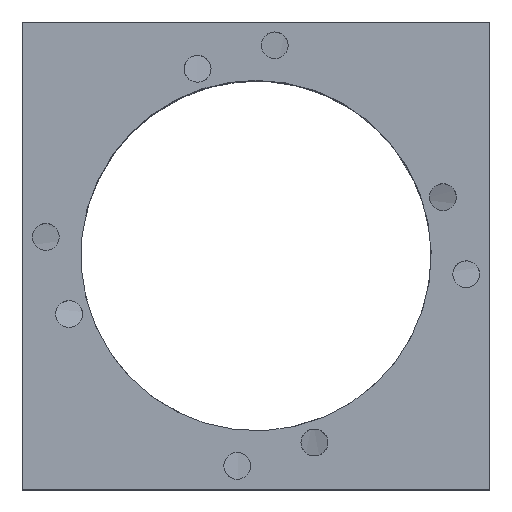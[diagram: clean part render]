
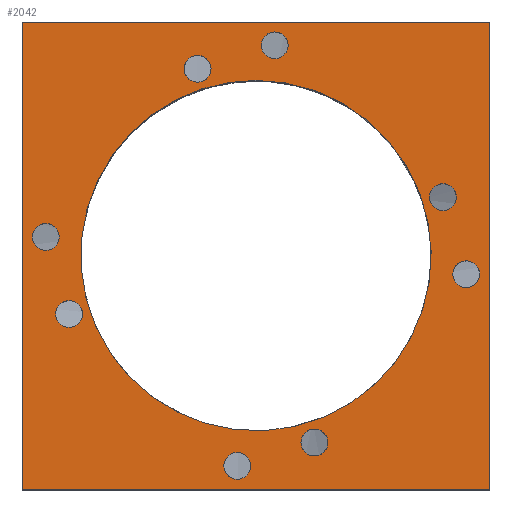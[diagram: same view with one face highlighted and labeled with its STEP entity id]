
A CAD part, top view. The second image highlights one B-rep face of the part: STEP entity #2042.
In plain terms, the highlighted planar face has unit normal (0, 0, 1).
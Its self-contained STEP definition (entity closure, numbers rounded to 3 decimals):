
#36=LINE('',#2973,#48);
#39=LINE('',#3065,#51);
#44=LINE('',#5126,#56);
#45=LINE('',#5127,#57);
#48=VECTOR('',#2383,40.);
#51=VECTOR('',#2446,40.);
#56=VECTOR('',#2707,40.);
#57=VECTOR('',#2708,40.);
#76=PLANE('',#2271);
#241=FACE_BOUND('',#785,.T.);
#242=FACE_BOUND('',#786,.T.);
#243=FACE_BOUND('',#787,.T.);
#244=FACE_BOUND('',#788,.T.);
#245=FACE_BOUND('',#789,.T.);
#246=FACE_BOUND('',#790,.T.);
#247=FACE_BOUND('',#791,.T.);
#248=FACE_BOUND('',#792,.T.);
#249=FACE_BOUND('',#793,.T.);
#401=CIRCLE('',#2247,15.);
#415=CIRCLE('',#2272,1.15);
#416=CIRCLE('',#2273,1.15);
#417=CIRCLE('',#2274,1.15);
#418=CIRCLE('',#2275,1.15);
#419=CIRCLE('',#2276,1.15);
#420=CIRCLE('',#2277,1.15);
#421=CIRCLE('',#2278,1.15);
#422=CIRCLE('',#2279,1.15);
#507=FACE_OUTER_BOUND('',#784,.T.);
#784=EDGE_LOOP('',(#1615,#1616,#1617,#1618));
#785=EDGE_LOOP('',(#1619));
#786=EDGE_LOOP('',(#1620));
#787=EDGE_LOOP('',(#1621));
#788=EDGE_LOOP('',(#1622));
#789=EDGE_LOOP('',(#1623));
#790=EDGE_LOOP('',(#1624));
#791=EDGE_LOOP('',(#1625));
#792=EDGE_LOOP('',(#1626));
#793=EDGE_LOOP('',(#1627));
#992=VERTEX_POINT('',#2970);
#993=VERTEX_POINT('',#2972);
#1017=VERTEX_POINT('',#3062);
#1018=VERTEX_POINT('',#3064);
#1123=VERTEX_POINT('',#4805);
#1145=VERTEX_POINT('',#5128);
#1146=VERTEX_POINT('',#5130);
#1147=VERTEX_POINT('',#5132);
#1148=VERTEX_POINT('',#5134);
#1149=VERTEX_POINT('',#5136);
#1150=VERTEX_POINT('',#5138);
#1151=VERTEX_POINT('',#5140);
#1152=VERTEX_POINT('',#5142);
#1182=EDGE_CURVE('',#993,#992,#36,.T.);
#1207=EDGE_CURVE('',#1018,#1017,#39,.T.);
#1317=EDGE_CURVE('',#1123,#1123,#401,.T.);
#1341=EDGE_CURVE('',#1017,#993,#44,.T.);
#1342=EDGE_CURVE('',#992,#1018,#45,.T.);
#1343=EDGE_CURVE('',#1145,#1145,#415,.T.);
#1344=EDGE_CURVE('',#1146,#1146,#416,.T.);
#1345=EDGE_CURVE('',#1147,#1147,#417,.T.);
#1346=EDGE_CURVE('',#1148,#1148,#418,.T.);
#1347=EDGE_CURVE('',#1149,#1149,#419,.T.);
#1348=EDGE_CURVE('',#1150,#1150,#420,.T.);
#1349=EDGE_CURVE('',#1151,#1151,#421,.T.);
#1350=EDGE_CURVE('',#1152,#1152,#422,.T.);
#1615=ORIENTED_EDGE('',*,*,#1207,.T.);
#1616=ORIENTED_EDGE('',*,*,#1341,.T.);
#1617=ORIENTED_EDGE('',*,*,#1182,.T.);
#1618=ORIENTED_EDGE('',*,*,#1342,.T.);
#1619=ORIENTED_EDGE('',*,*,#1317,.F.);
#1620=ORIENTED_EDGE('',*,*,#1343,.F.);
#1621=ORIENTED_EDGE('',*,*,#1344,.F.);
#1622=ORIENTED_EDGE('',*,*,#1345,.F.);
#1623=ORIENTED_EDGE('',*,*,#1346,.F.);
#1624=ORIENTED_EDGE('',*,*,#1347,.F.);
#1625=ORIENTED_EDGE('',*,*,#1348,.F.);
#1626=ORIENTED_EDGE('',*,*,#1349,.F.);
#1627=ORIENTED_EDGE('',*,*,#1350,.F.);
#2042=ADVANCED_FACE('',(#507,#241,#242,#243,#244,#245,#246,#247,#248,#249),
#76,.T.);
#2247=AXIS2_PLACEMENT_3D('',#4806,#2655,#2656);
#2271=AXIS2_PLACEMENT_3D('',#5125,#2705,#2706);
#2272=AXIS2_PLACEMENT_3D('',#5129,#2709,#2710);
#2273=AXIS2_PLACEMENT_3D('',#5131,#2711,#2712);
#2274=AXIS2_PLACEMENT_3D('',#5133,#2713,#2714);
#2275=AXIS2_PLACEMENT_3D('',#5135,#2715,#2716);
#2276=AXIS2_PLACEMENT_3D('',#5137,#2717,#2718);
#2277=AXIS2_PLACEMENT_3D('',#5139,#2719,#2720);
#2278=AXIS2_PLACEMENT_3D('',#5141,#2721,#2722);
#2279=AXIS2_PLACEMENT_3D('',#5143,#2723,#2724);
#2383=DIRECTION('',(0.,1.,0.));
#2446=DIRECTION('',(0.,-1.,0.));
#2655=DIRECTION('center_axis',(0.,0.,1.));
#2656=DIRECTION('ref_axis',(1.,0.,0.));
#2705=DIRECTION('center_axis',(0.,0.,1.));
#2706=DIRECTION('ref_axis',(1.,0.,0.));
#2707=DIRECTION('',(1.,0.,0.));
#2708=DIRECTION('',(-1.,0.,0.));
#2709=DIRECTION('center_axis',(0.,0.,1.));
#2710=DIRECTION('ref_axis',(1.,0.,0.));
#2711=DIRECTION('center_axis',(0.,0.,1.));
#2712=DIRECTION('ref_axis',(1.,0.,0.));
#2713=DIRECTION('center_axis',(0.,0.,1.));
#2714=DIRECTION('ref_axis',(1.,0.,0.));
#2715=DIRECTION('center_axis',(0.,0.,1.));
#2716=DIRECTION('ref_axis',(1.,0.,0.));
#2717=DIRECTION('center_axis',(0.,0.,1.));
#2718=DIRECTION('ref_axis',(1.,0.,0.));
#2719=DIRECTION('center_axis',(0.,0.,1.));
#2720=DIRECTION('ref_axis',(1.,0.,0.));
#2721=DIRECTION('center_axis',(0.,0.,1.));
#2722=DIRECTION('ref_axis',(1.,0.,0.));
#2723=DIRECTION('center_axis',(0.,0.,1.));
#2724=DIRECTION('ref_axis',(1.,0.,0.));
#2970=CARTESIAN_POINT('',(-620.041,258.691,1155.4));
#2972=CARTESIAN_POINT('',(-620.041,218.691,1155.4));
#2973=CARTESIAN_POINT('',(-620.041,218.691,1155.4));
#3062=CARTESIAN_POINT('',(-660.041,218.691,1155.4));
#3064=CARTESIAN_POINT('',(-660.041,258.691,1155.4));
#3065=CARTESIAN_POINT('',(-660.041,258.691,1155.4));
#4805=CARTESIAN_POINT('',(-640.041,253.691,1155.4));
#4806=CARTESIAN_POINT('Origin',(-640.041,238.691,1155.4));
#5125=CARTESIAN_POINT('Origin',(-660.041,258.691,1155.4));
#5126=CARTESIAN_POINT('',(-660.041,218.691,1155.4));
#5127=CARTESIAN_POINT('',(-620.041,258.691,1155.4));
#5128=CARTESIAN_POINT('',(-641.641,221.841,1155.4));
#5129=CARTESIAN_POINT('Origin',(-641.641,220.691,1155.4));
#5130=CARTESIAN_POINT('',(-635.041,223.841,1155.4));
#5131=CARTESIAN_POINT('Origin',(-635.041,222.691,1155.4));
#5132=CARTESIAN_POINT('',(-656.041,234.841,1155.4));
#5133=CARTESIAN_POINT('Origin',(-656.041,233.691,1155.4));
#5134=CARTESIAN_POINT('',(-658.041,241.441,1155.4));
#5135=CARTESIAN_POINT('Origin',(-658.041,240.291,1155.4));
#5136=CARTESIAN_POINT('',(-624.041,244.841,1155.4));
#5137=CARTESIAN_POINT('Origin',(-624.041,243.691,1155.4));
#5138=CARTESIAN_POINT('',(-622.041,238.241,1155.4));
#5139=CARTESIAN_POINT('Origin',(-622.041,237.091,1155.4));
#5140=CARTESIAN_POINT('',(-645.041,255.841,1155.4));
#5141=CARTESIAN_POINT('Origin',(-645.041,254.691,1155.4));
#5142=CARTESIAN_POINT('',(-638.441,257.841,1155.4));
#5143=CARTESIAN_POINT('Origin',(-638.441,256.691,1155.4));
